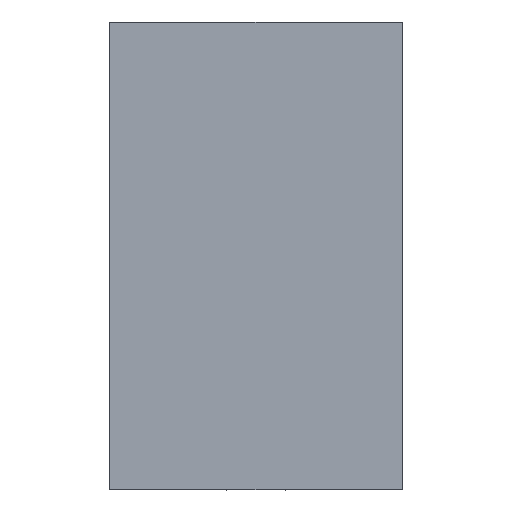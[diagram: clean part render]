
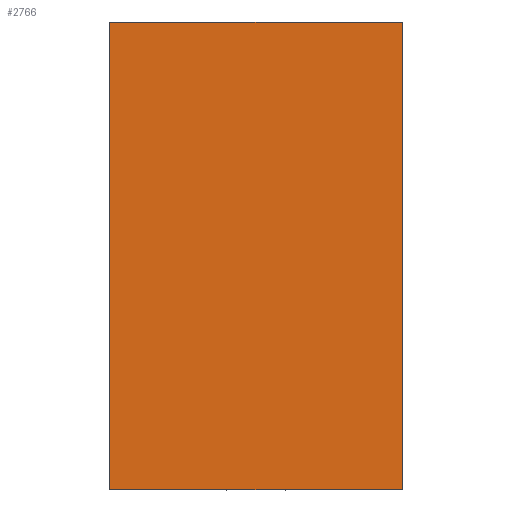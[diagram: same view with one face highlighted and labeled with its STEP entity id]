
A CAD part, front view. The second image highlights one B-rep face of the part: STEP entity #2766.
In plain terms, the highlighted planar face has unit normal (0, -1, 0).
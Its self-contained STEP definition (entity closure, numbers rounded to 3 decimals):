
#804=ORIENTED_EDGE('',*,*,#1136,.F.);
#805=ORIENTED_EDGE('',*,*,#1145,.F.);
#806=ORIENTED_EDGE('',*,*,#1142,.F.);
#807=ORIENTED_EDGE('',*,*,#1139,.F.);
#1136=EDGE_CURVE('',#1364,#1365,#1630,.T.);
#1139=EDGE_CURVE('',#1365,#1367,#1633,.T.);
#1142=EDGE_CURVE('',#1367,#1369,#1636,.T.);
#1145=EDGE_CURVE('',#1369,#1364,#1639,.T.);
#1364=VERTEX_POINT('',#4245);
#1365=VERTEX_POINT('',#4247);
#1367=VERTEX_POINT('',#4253);
#1369=VERTEX_POINT('',#4259);
#1630=LINE('',#4246,#1900);
#1633=LINE('',#4252,#1903);
#1636=LINE('',#4258,#1906);
#1639=LINE('',#4264,#1909);
#1900=VECTOR('',#3570,1000.);
#1903=VECTOR('',#3575,1000.);
#1906=VECTOR('',#3580,1000.);
#1909=VECTOR('',#3587,1000.);
#2033=EDGE_LOOP('',(#804,#805,#806,#807));
#2157=FACE_BOUND('',#2033,.T.);
#2233=PLANE('',#2958);
#2766=ADVANCED_FACE('',(#2157),#2233,.F.);
#2958=AXIS2_PLACEMENT_3D('',#4265,#3588,#3589);
#3570=DIRECTION('',(0.,0.,1.));
#3575=DIRECTION('',(1.,0.,0.));
#3580=DIRECTION('',(0.,0.,-1.));
#3587=DIRECTION('',(-1.,0.,0.));
#3588=DIRECTION('',(0.,1.,0.));
#3589=DIRECTION('',(0.,0.,1.));
#4245=CARTESIAN_POINT('',(-0.5,-0.5,-0.8));
#4246=CARTESIAN_POINT('',(-0.5,-0.5,-0.8));
#4247=CARTESIAN_POINT('',(-0.5,-0.5,0.8));
#4252=CARTESIAN_POINT('',(-0.5,-0.5,0.8));
#4253=CARTESIAN_POINT('',(0.5,-0.5,0.8));
#4258=CARTESIAN_POINT('',(0.5,-0.5,0.8));
#4259=CARTESIAN_POINT('',(0.5,-0.5,-0.8));
#4264=CARTESIAN_POINT('',(0.5,-0.5,-0.8));
#4265=CARTESIAN_POINT('',(0.,-0.5,0.));
